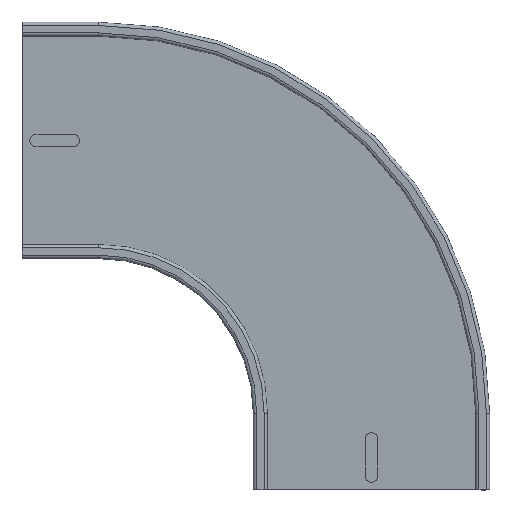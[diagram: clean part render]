
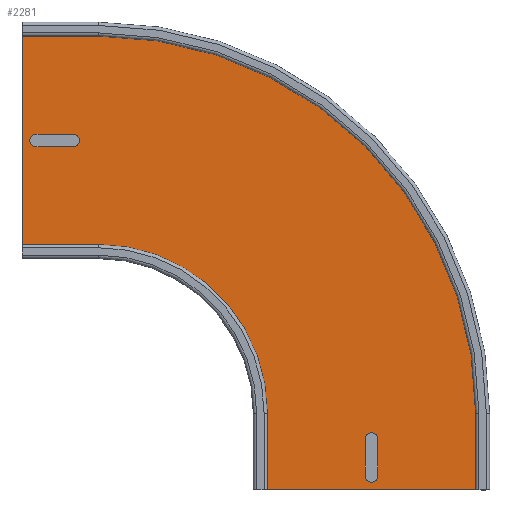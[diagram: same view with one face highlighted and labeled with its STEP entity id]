
A CAD part, top view. The second image highlights one B-rep face of the part: STEP entity #2281.
In plain terms, the highlighted planar face has unit normal (0, 0, 1).
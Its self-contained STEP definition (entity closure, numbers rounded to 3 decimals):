
#233=FACE_OUTER_BOUND('',#367,.T.);
#367=EDGE_LOOP('',(#2047,#2048,#2049,#2050,#2051,#2052,#2053,#2054));
#537=CIRCLE('',#2595,249.8);
#538=CIRCLE('',#2596,102.6);
#705=LINE('',#4020,#885);
#708=LINE('',#4030,#888);
#717=LINE('',#4059,#897);
#718=LINE('',#4064,#898);
#719=LINE('',#4067,#899);
#720=LINE('',#4068,#900);
#885=VECTOR('',#3296,1.);
#888=VECTOR('',#3305,1.);
#897=VECTOR('',#3336,1.);
#898=VECTOR('',#3341,1.);
#899=VECTOR('',#3344,1.);
#900=VECTOR('',#3345,1.);
#1110=VERTEX_POINT('',#4017);
#1111=VERTEX_POINT('',#4019);
#1114=VERTEX_POINT('',#4027);
#1115=VERTEX_POINT('',#4029);
#1124=VERTEX_POINT('',#4057);
#1125=VERTEX_POINT('',#4061);
#1126=VERTEX_POINT('',#4062);
#1127=VERTEX_POINT('',#4065);
#1434=EDGE_CURVE('',#1111,#1110,#705,.T.);
#1439=EDGE_CURVE('',#1114,#1115,#708,.T.);
#1455=EDGE_CURVE('',#1124,#1114,#717,.T.);
#1456=EDGE_CURVE('',#1125,#1126,#537,.T.);
#1457=EDGE_CURVE('',#1125,#1115,#718,.T.);
#1458=EDGE_CURVE('',#1124,#1127,#538,.T.);
#1459=EDGE_CURVE('',#1111,#1127,#719,.T.);
#1460=EDGE_CURVE('',#1110,#1126,#720,.T.);
#2047=ORIENTED_EDGE('',*,*,#1456,.F.);
#2048=ORIENTED_EDGE('',*,*,#1457,.T.);
#2049=ORIENTED_EDGE('',*,*,#1439,.F.);
#2050=ORIENTED_EDGE('',*,*,#1455,.F.);
#2051=ORIENTED_EDGE('',*,*,#1458,.T.);
#2052=ORIENTED_EDGE('',*,*,#1459,.F.);
#2053=ORIENTED_EDGE('',*,*,#1434,.T.);
#2054=ORIENTED_EDGE('',*,*,#1460,.T.);
#2159=PLANE('',#2594);
#2281=ADVANCED_FACE('',(#233),#2159,.T.);
#2594=AXIS2_PLACEMENT_3D('',#4060,#3337,#3338);
#2595=AXIS2_PLACEMENT_3D('',#4063,#3339,#3340);
#2596=AXIS2_PLACEMENT_3D('',#4066,#3342,#3343);
#3296=DIRECTION('',(1.,0.,0.));
#3305=DIRECTION('',(0.,1.,0.));
#3336=DIRECTION('',(-1.,0.,0.));
#3337=DIRECTION('center_axis',(0.,0.,
1.));
#3338=DIRECTION('ref_axis',(0.,1.,0.));
#3339=DIRECTION('center_axis',(0.,0.,
-1.));
#3340=DIRECTION('ref_axis',(0.,1.,0.));
#3341=DIRECTION('',(-1.,0.,0.));
#3342=DIRECTION('center_axis',(0.,0.,
-1.));
#3343=DIRECTION('ref_axis',(0.,1.,0.));
#3344=DIRECTION('',(0.,1.,0.));
#3345=DIRECTION('',(0.,1.,0.));
#4017=CARTESIAN_POINT('',(311.226,-133.958,0.6));
#4019=CARTESIAN_POINT('',(164.026,-133.958,0.6));
#4020=CARTESIAN_POINT('',(164.026,-133.958,0.6));
#4027=CARTESIAN_POINT('',(12.126,17.942,0.6));
#4029=CARTESIAN_POINT('',(12.126,165.142,0.6));
#4030=CARTESIAN_POINT('',(12.126,17.942,0.6));
#4057=CARTESIAN_POINT('',(61.426,17.942,0.6));
#4059=CARTESIAN_POINT('',(61.426,17.942,0.6));
#4060=CARTESIAN_POINT('Origin',(61.426,17.942,0.6));
#4061=CARTESIAN_POINT('',(61.426,165.142,0.6));
#4062=CARTESIAN_POINT('',(311.226,-84.658,0.6));
#4063=CARTESIAN_POINT('Origin',(61.426,-84.658,0.6));
#4064=CARTESIAN_POINT('',(61.426,165.142,0.6));
#4065=CARTESIAN_POINT('',(164.026,-84.658,0.6));
#4066=CARTESIAN_POINT('Origin',(61.426,-84.658,0.6));
#4067=CARTESIAN_POINT('',(164.026,-133.958,0.6));
#4068=CARTESIAN_POINT('',(311.226,-133.958,0.6));
